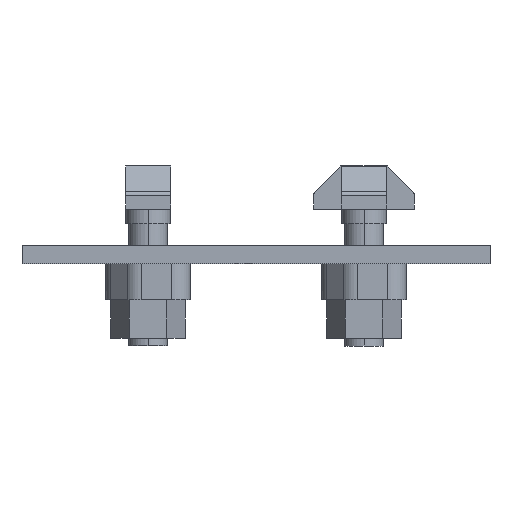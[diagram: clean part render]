
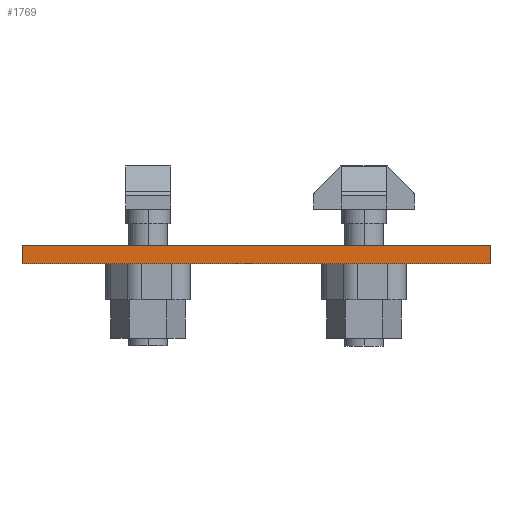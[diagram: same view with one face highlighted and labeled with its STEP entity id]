
A CAD part, front view. The second image highlights one B-rep face of the part: STEP entity #1769.
In plain terms, the highlighted planar face has unit normal (0, -1, 0).
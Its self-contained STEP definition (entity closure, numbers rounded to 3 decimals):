
#45 = LINE ( 'NONE', #965, #2876 ) ;
#70 = CARTESIAN_POINT ( 'NONE',  ( -130., 0., 0. ) ) ;
#152 = CARTESIAN_POINT ( 'NONE',  ( -130., 0., 0. ) ) ;
#229 = ORIENTED_EDGE ( 'NONE', *, *, #928, .F. ) ;
#481 = VECTOR ( 'NONE', #2215, 1000. ) ;
#553 = VERTEX_POINT ( 'NONE', #2201 ) ;
#607 = PLANE ( 'NONE',  #1346 ) ;
#740 = VERTEX_POINT ( 'NONE', #1201 ) ;
#756 = DIRECTION ( 'NONE',  ( 1., 0., 0. ) ) ;
#789 = DIRECTION ( 'NONE',  ( -1., 0., 0. ) ) ;
#883 = DIRECTION ( 'NONE',  ( 0., -1., 0. ) ) ;
#928 = EDGE_CURVE ( 'NONE', #2407, #740, #1281, .T. ) ;
#965 = CARTESIAN_POINT ( 'NONE',  ( -130., 0., 5. ) ) ;
#1048 = CARTESIAN_POINT ( 'NONE',  ( 0., 0., 0. ) ) ;
#1140 = VERTEX_POINT ( 'NONE', #1048 ) ;
#1178 = ORIENTED_EDGE ( 'NONE', *, *, #1471, .F. ) ;
#1190 = DIRECTION ( 'NONE',  ( 0., 0., 1. ) ) ;
#1201 = CARTESIAN_POINT ( 'NONE',  ( -130., 0., 5. ) ) ;
#1237 = EDGE_CURVE ( 'NONE', #1140, #2407, #1474, .T. ) ;
#1281 = LINE ( 'NONE', #152, #481 ) ;
#1319 = FACE_OUTER_BOUND ( 'NONE', #2153, .T. ) ;
#1333 = DIRECTION ( 'NONE',  ( 0., 0., -1. ) ) ;
#1346 = AXIS2_PLACEMENT_3D ( 'NONE', #2947, #883, #1333 ) ;
#1418 = EDGE_CURVE ( 'NONE', #1140, #553, #2073, .T. ) ;
#1471 = EDGE_CURVE ( 'NONE', #740, #553, #45, .T. ) ;
#1474 = LINE ( 'NONE', #2381, #1817 ) ;
#1769 = ADVANCED_FACE ( 'NONE', ( #1319 ), #607, .T. ) ;
#1817 = VECTOR ( 'NONE', #789, 1000. ) ;
#2073 = LINE ( 'NONE', #2789, #2298 ) ;
#2153 = EDGE_LOOP ( 'NONE', ( #1178, #229, #2361, #2188 ) ) ;
#2188 = ORIENTED_EDGE ( 'NONE', *, *, #1418, .T. ) ;
#2201 = CARTESIAN_POINT ( 'NONE',  ( 0., 0., 5. ) ) ;
#2215 = DIRECTION ( 'NONE',  ( 0., 0., 1. ) ) ;
#2298 = VECTOR ( 'NONE', #1190, 1000. ) ;
#2361 = ORIENTED_EDGE ( 'NONE', *, *, #1237, .F. ) ;
#2381 = CARTESIAN_POINT ( 'NONE',  ( 0., 0., 0. ) ) ;
#2407 = VERTEX_POINT ( 'NONE', #70 ) ;
#2789 = CARTESIAN_POINT ( 'NONE',  ( 0., 0., 0. ) ) ;
#2876 = VECTOR ( 'NONE', #756, 1000. ) ;
#2947 = CARTESIAN_POINT ( 'NONE',  ( -130., 0., 5. ) ) ;
